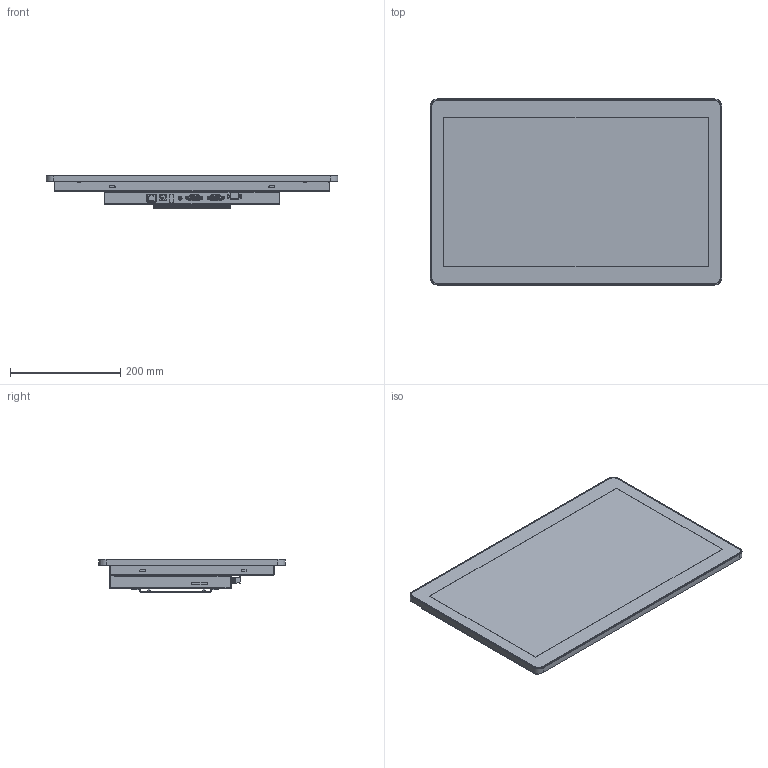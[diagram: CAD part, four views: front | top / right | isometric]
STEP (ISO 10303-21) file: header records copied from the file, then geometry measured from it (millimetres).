
FILE_DESCRIPTION (( 'STEP AP214' ), '1' );
FILE_NAME ('ETÑ-A8TS-HSSE-P-220_Ïàíåëü îïåðàòîðà åìêîñòíàÿ ETÑ 22” ìåòàëëè÷åñêèé êîðïóñ ONI.STEP', '2018-09-25T14:42:22', ( '' ), ( '' ), 'SwSTEP 2.0', 'SolidWorks 2014', '' );
FILE_SCHEMA (( 'AUTOMOTIVE_DESIGN' ));
Length unit declared in the file: millimetre
Products named in the file (1): ETÑ-A8TS-HSSE-P-220_Ïàíåëü îïåðàòîðà åìêîñòíàÿ ETÑ 22” ìåòàëëè÷åñêèé êîðïóñ ONI
Bounding box: 530 x 338 x 61.05 mm (x, y, z)
Surface area: 1121432.3 mm2 (no closed solid volume)
Topology: 0 solids, 26 shells, 558 faces, 2091 edges, 1537 vertices
Faces by surface type: cylinder 278, plane 258, bspline 18, cone 4
Entity records: 30883 total; most frequent: CARTESIAN_POINT 7290, DIRECTION 3679, ORIENTED_EDGE 3183, EDGE_CURVE 2091, VERTEX_POINT 1537, VECTOR 1233, LINE 1233, AXIS2_PLACEMENT_3D 1223
